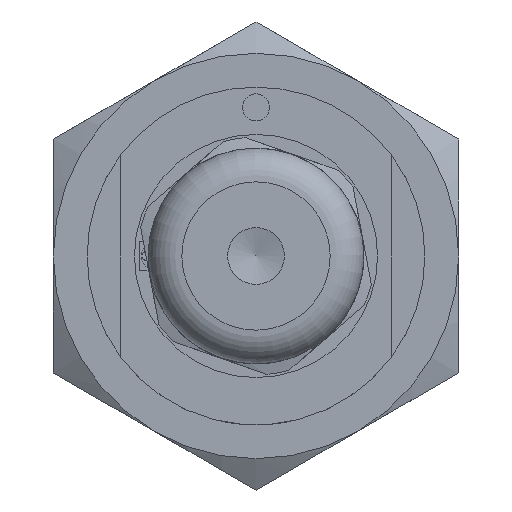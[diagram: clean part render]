
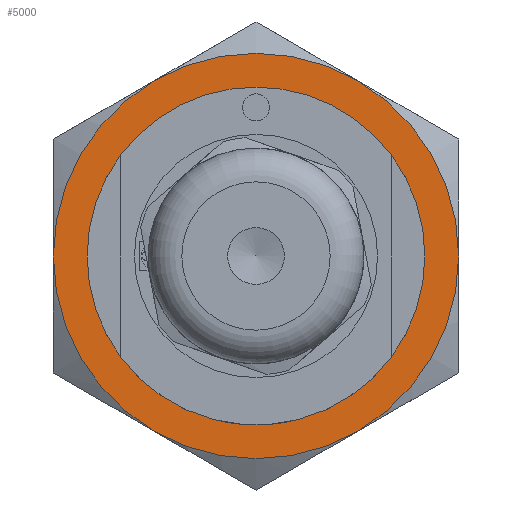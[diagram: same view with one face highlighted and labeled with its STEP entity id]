
A CAD part, left-side view. The second image highlights one B-rep face of the part: STEP entity #5000.
In plain terms, the highlighted planar face has unit normal (-1, 0, 0).
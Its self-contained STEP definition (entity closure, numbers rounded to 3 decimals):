
#157 = FACE_BOUND ( 'NONE', #2612, .T. ) ;
#353 = CARTESIAN_POINT ( 'NONE',  ( -63.058, 9.688, 41.283 ) ) ;
#368 = DIRECTION ( 'NONE',  ( 0., 0.5, 0.866 ) ) ;
#459 = VERTEX_POINT ( 'NONE', #2074 ) ;
#510 = ORIENTED_EDGE ( 'NONE', *, *, #5145, .F. ) ;
#590 = VERTEX_POINT ( 'NONE', #1323 ) ;
#613 = EDGE_CURVE ( 'NONE', #3026, #459, #1194, .T. ) ;
#664 = PLANE ( 'NONE',  #4930 ) ;
#824 = DIRECTION ( 'NONE',  ( 1., 0., 0. ) ) ;
#967 = DIRECTION ( 'NONE',  ( 1., 0., 0. ) ) ;
#1129 = CARTESIAN_POINT ( 'NONE',  ( -63.058, 9.688, 41.283 ) ) ;
#1150 = CIRCLE ( 'NONE', #5776, 15. ) ;
#1194 = CIRCLE ( 'NONE', #4633, 15. ) ;
#1304 = DIRECTION ( 'NONE',  ( 1., 0., 0. ) ) ;
#1323 = CARTESIAN_POINT ( 'NONE',  ( -63.058, 2.188, 54.274 ) ) ;
#1377 = VERTEX_POINT ( 'NONE', #6054 ) ;
#1513 = CIRCLE ( 'NONE', #4833, 15. ) ;
#1585 = ORIENTED_EDGE ( 'NONE', *, *, #613, .F. ) ;
#1789 = VERTEX_POINT ( 'NONE', #4447 ) ;
#1797 = ORIENTED_EDGE ( 'NONE', *, *, #3854, .F. ) ;
#1914 = DIRECTION ( 'NONE',  ( 0., 0.5, 0.866 ) ) ;
#1986 = DIRECTION ( 'NONE',  ( -1., 0., 0. ) ) ;
#2074 = CARTESIAN_POINT ( 'NONE',  ( -63.058, 17.188, 28.293 ) ) ;
#2139 = DIRECTION ( 'NONE',  ( 0., -0.5, -0.866 ) ) ;
#2359 = EDGE_LOOP ( 'NONE', ( #510, #2889, #1797, #1585, #3586, #4751 ) ) ;
#2495 = DIRECTION ( 'NONE',  ( 1., 0., 0. ) ) ;
#2535 = CARTESIAN_POINT ( 'NONE',  ( -63.058, 24.688, 32.623 ) ) ;
#2539 = VERTEX_POINT ( 'NONE', #4655 ) ;
#2612 = EDGE_LOOP ( 'NONE', ( #5916 ) ) ;
#2723 = CARTESIAN_POINT ( 'NONE',  ( -63.058, 9.688, 41.283 ) ) ;
#2750 = EDGE_CURVE ( 'NONE', #1789, #3026, #4689, .T. ) ;
#2889 = ORIENTED_EDGE ( 'NONE', *, *, #5573, .F. ) ;
#2962 = AXIS2_PLACEMENT_3D ( 'NONE', #5891, #3077, #4026 ) ;
#3026 = VERTEX_POINT ( 'NONE', #3556 ) ;
#3077 = DIRECTION ( 'NONE',  ( -1., 0., 0. ) ) ;
#3250 = DIRECTION ( 'NONE',  ( 0., 0.5, 0.866 ) ) ;
#3371 = CIRCLE ( 'NONE', #5332, 15. ) ;
#3556 = CARTESIAN_POINT ( 'NONE',  ( -63.058, 2.188, 28.293 ) ) ;
#3564 = CIRCLE ( 'NONE', #2962, 11.75 ) ;
#3586 = ORIENTED_EDGE ( 'NONE', *, *, #2750, .F. ) ;
#3598 = VERTEX_POINT ( 'NONE', #4925 ) ;
#3610 = AXIS2_PLACEMENT_3D ( 'NONE', #4678, #967, #1914 ) ;
#3812 = DIRECTION ( 'NONE',  ( 0., 0.5, 0.866 ) ) ;
#3854 = EDGE_CURVE ( 'NONE', #459, #2539, #5272, .T. ) ;
#4026 = DIRECTION ( 'NONE',  ( 0., 0.5, 0.866 ) ) ;
#4274 = CARTESIAN_POINT ( 'NONE',  ( -63.058, 9.688, 41.283 ) ) ;
#4326 = EDGE_CURVE ( 'NONE', #590, #1789, #1513, .T. ) ;
#4447 = CARTESIAN_POINT ( 'NONE',  ( -63.058, -5.312, 41.283 ) ) ;
#4543 = EDGE_CURVE ( 'NONE', #1377, #1377, #3564, .T. ) ;
#4633 = AXIS2_PLACEMENT_3D ( 'NONE', #2723, #5002, #2139 ) ;
#4655 = CARTESIAN_POINT ( 'NONE',  ( -63.058, 24.688, 41.283 ) ) ;
#4678 = CARTESIAN_POINT ( 'NONE',  ( -63.058, 9.688, 41.283 ) ) ;
#4689 = CIRCLE ( 'NONE', #5487, 15. ) ;
#4751 = ORIENTED_EDGE ( 'NONE', *, *, #4326, .F. ) ;
#4781 = FACE_OUTER_BOUND ( 'NONE', #2359, .T. ) ;
#4833 = AXIS2_PLACEMENT_3D ( 'NONE', #1129, #4872, #5845 ) ;
#4872 = DIRECTION ( 'NONE',  ( 1., 0., 0. ) ) ;
#4925 = CARTESIAN_POINT ( 'NONE',  ( -63.058, 17.188, 54.274 ) ) ;
#4930 = AXIS2_PLACEMENT_3D ( 'NONE', #2535, #1986, #5334 ) ;
#5000 = ADVANCED_FACE ( 'NONE', ( #157, #4781 ), #664, .T. ) ;
#5002 = DIRECTION ( 'NONE',  ( 1., 0., 0. ) ) ;
#5145 = EDGE_CURVE ( 'NONE', #3598, #590, #3371, .T. ) ;
#5272 = CIRCLE ( 'NONE', #3610, 15. ) ;
#5332 = AXIS2_PLACEMENT_3D ( 'NONE', #5996, #824, #368 ) ;
#5334 = DIRECTION ( 'NONE',  ( 0., 0.5, 0.866 ) ) ;
#5487 = AXIS2_PLACEMENT_3D ( 'NONE', #353, #1304, #3250 ) ;
#5573 = EDGE_CURVE ( 'NONE', #2539, #3598, #1150, .T. ) ;
#5776 = AXIS2_PLACEMENT_3D ( 'NONE', #4274, #2495, #3812 ) ;
#5845 = DIRECTION ( 'NONE',  ( 0., 0.5, 0.866 ) ) ;
#5891 = CARTESIAN_POINT ( 'NONE',  ( -63.058, 9.688, 41.283 ) ) ;
#5916 = ORIENTED_EDGE ( 'NONE', *, *, #4543, .F. ) ;
#5996 = CARTESIAN_POINT ( 'NONE',  ( -63.058, 9.688, 41.283 ) ) ;
#6054 = CARTESIAN_POINT ( 'NONE',  ( -63.058, 15.563, 51.459 ) ) ;
